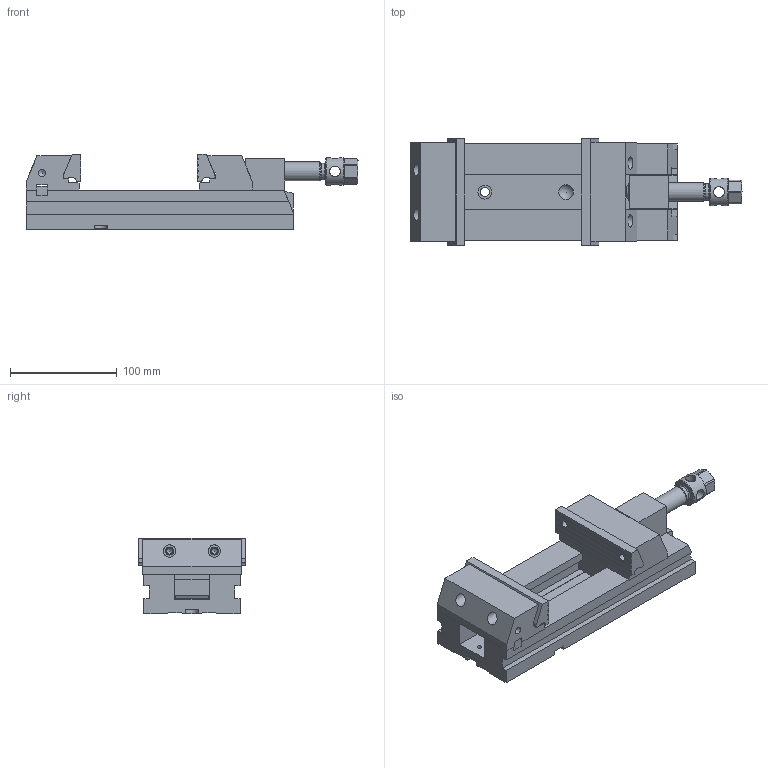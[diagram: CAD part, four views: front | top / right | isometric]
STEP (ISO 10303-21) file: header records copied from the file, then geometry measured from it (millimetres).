
FILE_DESCRIPTION(/* description */ (''),/* implementation_level */ '2;1');
FILE_NAME(/* name */ '30_100G_Mordaza.stp',/* time_stamp */ '2013-07-11T08:54:42+02:00',/* author */ (''),/* organization */ (''),/* preprocessor_version */ 'ST-DEVELOPER v11',/* originating_system */ 'SIEMENS PLM Software NX 7.5',/* authorisation */ '');
FILE_SCHEMA (('AUTOMOTIVE_DESIGN { 1 0 10303 214 1 1 1 1 }'));
Length unit declared in the file: millimetre
Products named in the file (1): 30_100G_Mordaza
Bounding box: 310.46 x 100 x 70.5 mm (x, y, z)
Volume: 897689.4 mm3; surface area: 194255.5 mm2
Topology: 11 solids, 11 shells, 411 faces, 1125 edges, 742 vertices
Faces by surface type: plane 263, cylinder 111, cone 26, sphere 6, torus 4, bspline 1
Full cylindrical faces by diameter (mm): 4.351 x5, 5.188 x4, 6.5 x4, 6.985 x8, 7.5 x4, 8.4 x2, 8.5 x2, 10 x4, 10.5 x1, 10.579 x2, 11.5 x4, 13 x6, 13.5 x2, 14.5 x1, 15 x1, 16 x1, 16.188 x1, 17.732 x1, 19 x2, 26 x1
Entity records: 15524 total; most frequent: CARTESIAN_POINT 2649, DIRECTION 1996, ORIENTED_EDGE 1944, EDGE_CURVE 972, VERTEX_POINT 696, LINE 684, VECTOR 684, AXIS2_PLACEMENT_3D 656
